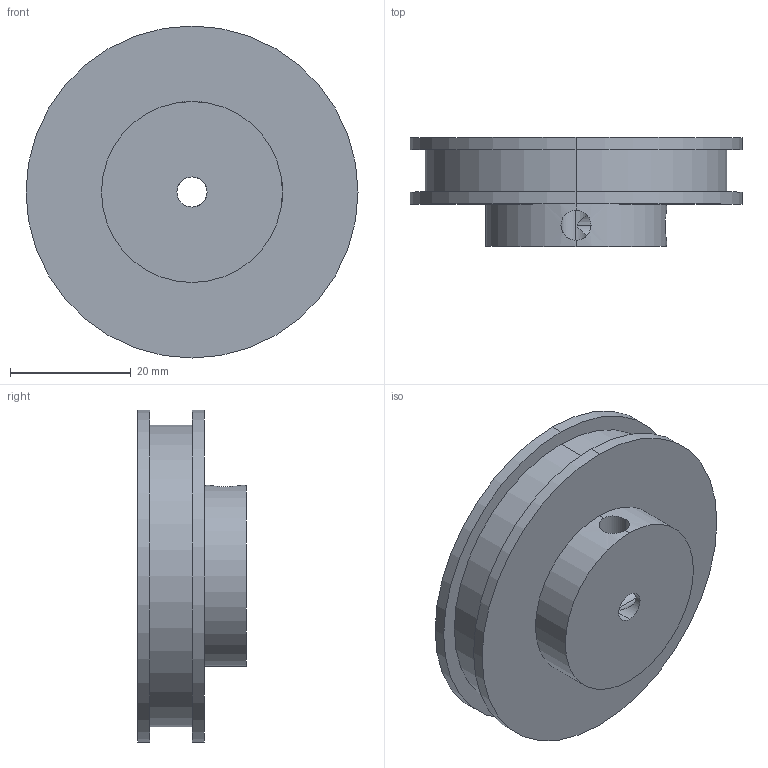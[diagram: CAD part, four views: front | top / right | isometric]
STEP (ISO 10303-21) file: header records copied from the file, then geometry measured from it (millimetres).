
FILE_DESCRIPTION (( 'STEP AP214' ), '1' );
FILE_NAME ('large_pulley.STEP', '2024-03-01T15:47:34', ( '' ), ( '' ), 'SwSTEP 2.0', 'SolidWorks 2024', '' );
FILE_SCHEMA (( 'AUTOMOTIVE_DESIGN' ));
Length unit declared in the file: millimetre
Products named in the file (1): large_pulley
Bounding box: 55 x 18 x 55 mm (x, y, z)
Volume: 27341.2 mm3; surface area: 8595.8 mm2
Topology: 1 solids, 1 shells, 20 faces, 51 edges, 33 vertices
Faces by surface type: cylinder 15, plane 5
Entity records: 756 total; most frequent: CARTESIAN_POINT 251, ORIENTED_EDGE 102, DIRECTION 99, EDGE_CURVE 51, AXIS2_PLACEMENT_3D 41, VERTEX_POINT 33, EDGE_LOOP 26, FACE_OUTER_BOUND 20
